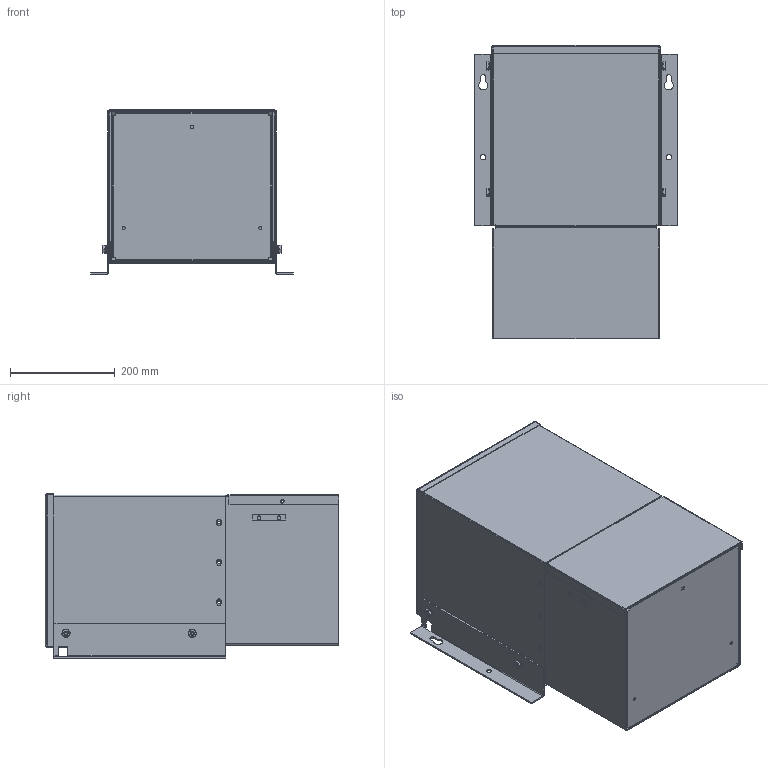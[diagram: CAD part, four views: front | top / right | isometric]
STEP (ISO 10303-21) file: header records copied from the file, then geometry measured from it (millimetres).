
FILE_DESCRIPTION (( 'STEP AP214' ), '1' );
FILE_NAME ('T169437.STEP', '2016-02-22T21:12:12', ( '' ), ( '' ), 'SwSTEP 2.0', 'SolidWorks 2012', '' );
FILE_SCHEMA (( 'AUTOMOTIVE_DESIGN' ));
Length unit declared in the file: inch
Products named in the file (16): B  5-700276-; C  5-700270-; B  1-700272-; B  5-700271-; C  2-700274-; A  6-701742-_A  6-701742-; A  7-701731-_A  7-701731-; B  5-700275-; B  5-700277-R; B  5-700277-L; A  2-700291-; A  2-1430301-; T169437
Assembly tree (24 placements, depth 4):
  T169437
    C  2-700274-
      C  2-700274-
      A  2-700291-
        A  2-700291-
        A  2-1430301-  x4
      B  5-700277-L
      B  5-700277-R
      B  5-700275-
      A  7-701731-_A  7-701731-  x4
      A  6-701742-_A  6-701742-  x4
    C  5-700270-
      C  5-700270-
      B  5-700271-
      B  1-700272-
    B  5-700276-
Bounding box: 387.35 x 560.32 x 313.77 mm (x, y, z)
Volume: 1653369.8 mm3; surface area: 2074236.1 mm2
Topology: 21 solids, 21 shells, 682 faces, 1548 edges, 920 vertices
Faces by surface type: plane 263, cylinder 259, cone 136, bspline 16, torus 8
Entity records: 14592 total; most frequent: CARTESIAN_POINT 3033, DIRECTION 2354, ORIENTED_EDGE 2160, EDGE_CURVE 1080, AXIS2_PLACEMENT_3D 849, VERTEX_POINT 656, LINE 656, VECTOR 656
